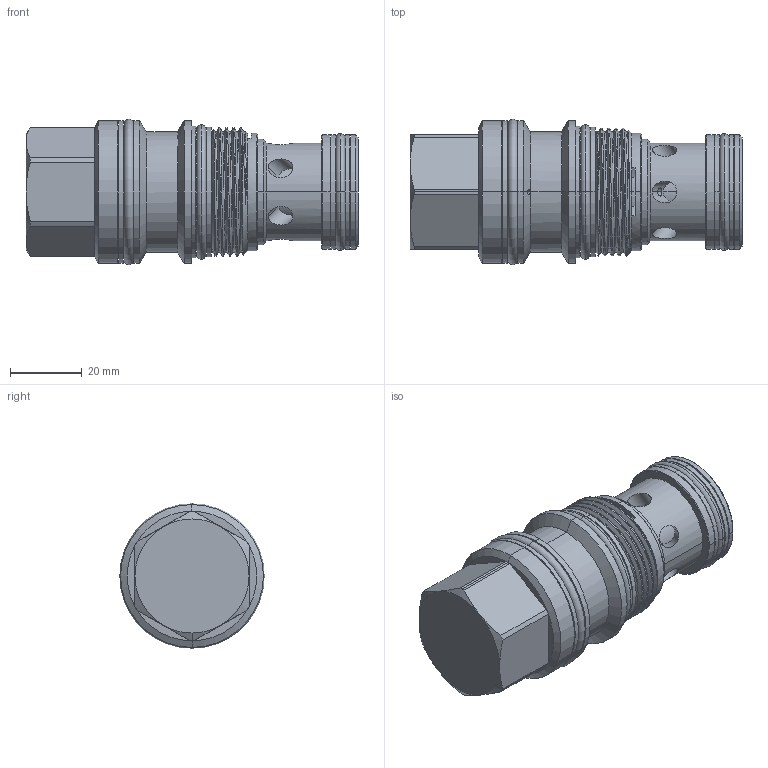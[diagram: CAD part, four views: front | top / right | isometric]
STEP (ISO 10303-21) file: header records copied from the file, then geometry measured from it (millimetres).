
FILE_DESCRIPTION (( 'STEP AP214' ), '1' );
FILE_NAME ('CO17A30(3C)-N.STEP', '2016-04-15T06:02:54', ( '' ), ( '' ), 'SwSTEP 2.0', 'SolidWorks 2012', '' );
FILE_SCHEMA (( 'AUTOMOTIVE_DESIGN' ));
Length unit declared in the file: millimetre
Products named in the file (1): CO17A30(3C)-N
Bounding box: 92.24 x 40.39 x 40.39 mm (x, y, z)
Volume: 77760.3 mm3; surface area: 21303.7 mm2
Topology: 5 solids, 6 shells, 203 faces, 470 edges, 296 vertices
Faces by surface type: cylinder 121, plane 38, cone 31, torus 10, bspline 3
Entity records: 7904 total; most frequent: CARTESIAN_POINT 3210, DIRECTION 1005, ORIENTED_EDGE 940, EDGE_CURVE 470, AXIS2_PLACEMENT_3D 424, VERTEX_POINT 296, EDGE_LOOP 230, CIRCLE 223
